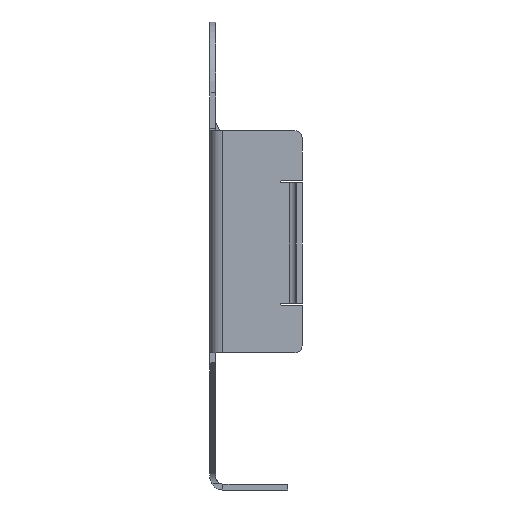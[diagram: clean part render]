
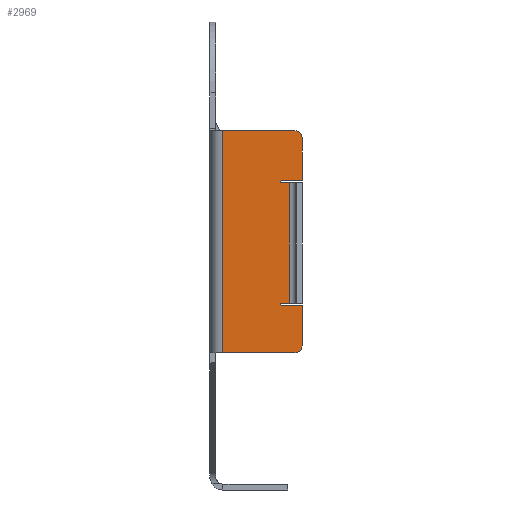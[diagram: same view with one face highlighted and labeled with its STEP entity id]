
A CAD part, left-side view. The second image highlights one B-rep face of the part: STEP entity #2969.
In plain terms, the highlighted planar face has unit normal (-1, 0, 0).
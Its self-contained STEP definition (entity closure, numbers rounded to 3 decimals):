
#564=DIRECTION('',(0.,1.,0.));
#565=VECTOR('',#564,3.05);
#566=CARTESIAN_POINT('',(-10.55,-1.65,-9.4));
#567=LINE('',#566,#565);
#700=DIRECTION('',(0.,0.,1.));
#701=VECTOR('',#700,9.4);
#702=CARTESIAN_POINT('',(-10.55,1.4,-9.4));
#703=LINE('',#702,#701);
#708=DIRECTION('',(0.,1.,0.));
#709=VECTOR('',#708,3.05);
#710=CARTESIAN_POINT('',(-10.55,-1.65,0.));
#711=LINE('',#710,#709);
#712=CARTESIAN_POINT('',(-10.55,-1.65,-0.3));
#713=DIRECTION('',(-1.,0.,0.));
#714=DIRECTION('',(0.,-1.,0.));
#715=AXIS2_PLACEMENT_3D('',#712,#713,#714);
#717=CARTESIAN_POINT('',(-10.55,-1.1,-2.15));
#718=DIRECTION('',(1.,0.,0.));
#719=DIRECTION('',(0.,0.,-1.));
#720=AXIS2_PLACEMENT_3D('',#717,#718,#719);
#722=CARTESIAN_POINT('',(-10.55,-1.1,-7.35));
#723=DIRECTION('',(1.,0.,0.));
#724=DIRECTION('',(0.,0.,-1.));
#725=AXIS2_PLACEMENT_3D('',#722,#723,#724);
#727=CARTESIAN_POINT('',(-10.55,-1.65,-9.1));
#728=DIRECTION('',(-1.,0.,0.));
#729=DIRECTION('',(0.,0.,-1.));
#730=AXIS2_PLACEMENT_3D('',#727,#728,#729);
#772=DIRECTION('',(0.,0.,-1.));
#773=VECTOR('',#772,1.8);
#774=CARTESIAN_POINT('',(-10.55,-1.95,-0.3));
#775=LINE('',#774,#773);
#792=DIRECTION('',(0.,1.,0.));
#793=VECTOR('',#792,0.85);
#794=CARTESIAN_POINT('',(-10.55,-1.95,-2.1));
#795=LINE('',#794,#793);
#804=DIRECTION('',(0.,-1.,0.));
#805=VECTOR('',#804,0.3);
#806=CARTESIAN_POINT('',(-10.55,-1.1,-2.2));
#807=LINE('',#806,#805);
#882=DIRECTION('',(0.,0.,-1.));
#883=VECTOR('',#882,5.1);
#884=CARTESIAN_POINT('',(-10.55,-1.4,-2.2));
#885=LINE('',#884,#883);
#928=DIRECTION('',(0.,1.,0.));
#929=VECTOR('',#928,0.3);
#930=CARTESIAN_POINT('',(-10.55,-1.4,-7.3));
#931=LINE('',#930,#929);
#948=DIRECTION('',(0.,-1.,0.));
#949=VECTOR('',#948,0.85);
#950=CARTESIAN_POINT('',(-10.55,-1.1,-7.4));
#951=LINE('',#950,#949);
#952=DIRECTION('',(0.,0.,-1.));
#953=VECTOR('',#952,1.7);
#954=CARTESIAN_POINT('',(-10.55,-1.95,-7.4));
#955=LINE('',#954,#953);
#1786=CARTESIAN_POINT('',(-10.55,-1.95,-2.1));
#1787=CARTESIAN_POINT('',(-10.55,-1.1,-2.1));
#1788=VERTEX_POINT('',#1786);
#1789=VERTEX_POINT('',#1787);
#1916=CARTESIAN_POINT('',(-10.55,-1.65,0.));
#1917=CARTESIAN_POINT('',(-10.55,1.4,0.));
#1918=VERTEX_POINT('',#1916);
#1919=VERTEX_POINT('',#1917);
#1938=CARTESIAN_POINT('',(-10.55,-1.95,-0.3));
#1939=VERTEX_POINT('',#1938);
#1940=CARTESIAN_POINT('',(-10.55,-1.95,-9.1));
#1941=VERTEX_POINT('',#1940);
#1987=CARTESIAN_POINT('',(-10.55,-1.1,-2.2));
#1989=VERTEX_POINT('',#1987);
#2007=CARTESIAN_POINT('',(-10.55,-1.1,-7.3));
#2008=VERTEX_POINT('',#2007);
#2009=CARTESIAN_POINT('',(-10.55,-1.4,-2.2));
#2010=CARTESIAN_POINT('',(-10.55,-1.4,-7.3));
#2011=VERTEX_POINT('',#2009);
#2012=VERTEX_POINT('',#2010);
#2035=CARTESIAN_POINT('',(-10.55,-1.1,-7.4));
#2036=VERTEX_POINT('',#2035);
#2096=CARTESIAN_POINT('',(-10.55,-1.95,-7.4));
#2097=VERTEX_POINT('',#2096);
#2121=CARTESIAN_POINT('',(-10.55,-1.65,-9.4));
#2122=VERTEX_POINT('',#2121);
#2161=CARTESIAN_POINT('',(-10.55,1.4,-9.4));
#2162=VERTEX_POINT('',#2161);
#2936=CARTESIAN_POINT('',(-10.55,1.95,-9.4));
#2937=DIRECTION('',(1.,0.,0.));
#2938=DIRECTION('',(0.,0.,1.));
#2939=AXIS2_PLACEMENT_3D('',#2936,#2937,#2938);
#2940=PLANE('',#2939);
#2942=ORIENTED_EDGE('',*,*,#2941,.F.);
#2944=ORIENTED_EDGE('',*,*,#2943,.F.);
#2946=ORIENTED_EDGE('',*,*,#2945,.T.);
#2948=ORIENTED_EDGE('',*,*,#2947,.T.);
#2950=ORIENTED_EDGE('',*,*,#2949,.F.);
#2952=ORIENTED_EDGE('',*,*,#2951,.T.);
#2954=ORIENTED_EDGE('',*,*,#2953,.T.);
#2956=ORIENTED_EDGE('',*,*,#2955,.T.);
#2958=ORIENTED_EDGE('',*,*,#2957,.F.);
#2960=ORIENTED_EDGE('',*,*,#2959,.T.);
#2962=ORIENTED_EDGE('',*,*,#2961,.T.);
#2964=ORIENTED_EDGE('',*,*,#2963,.F.);
#2965=ORIENTED_EDGE('',*,*,#2726,.T.);
#2966=ORIENTED_EDGE('',*,*,#2929,.T.);
#2967=EDGE_LOOP('',(#2942,#2944,#2946,#2948,#2950,#2952,#2954,#2956,#2958,#2960,
#2962,#2964,#2965,#2966));
#2968=FACE_OUTER_BOUND('',#2967,.F.);
#716=CIRCLE('',#715,0.3);
#721=CIRCLE('',#720,0.05);
#726=CIRCLE('',#725,0.05);
#731=CIRCLE('',#730,0.3);
#2726=EDGE_CURVE('',#2122,#2162,#567,.T.);
#2929=EDGE_CURVE('',#2162,#1919,#703,.T.);
#2941=EDGE_CURVE('',#1918,#1919,#711,.T.);
#2943=EDGE_CURVE('',#1939,#1918,#716,.T.);
#2945=EDGE_CURVE('',#1939,#1788,#775,.T.);
#2947=EDGE_CURVE('',#1788,#1789,#795,.T.);
#2949=EDGE_CURVE('',#1989,#1789,#721,.T.);
#2951=EDGE_CURVE('',#1989,#2011,#807,.T.);
#2953=EDGE_CURVE('',#2011,#2012,#885,.T.);
#2955=EDGE_CURVE('',#2012,#2008,#931,.T.);
#2957=EDGE_CURVE('',#2036,#2008,#726,.T.);
#2959=EDGE_CURVE('',#2036,#2097,#951,.T.);
#2961=EDGE_CURVE('',#2097,#1941,#955,.T.);
#2963=EDGE_CURVE('',#2122,#1941,#731,.T.);
#2969=ADVANCED_FACE('',(#2968),#2940,.F.);
